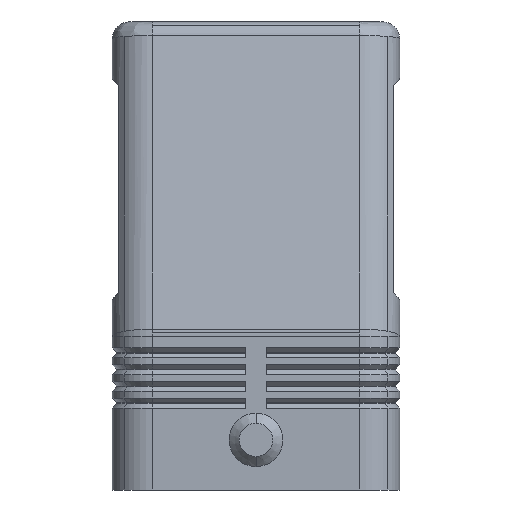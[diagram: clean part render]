
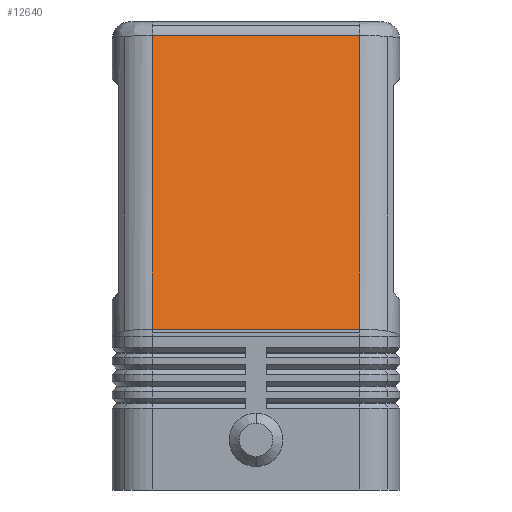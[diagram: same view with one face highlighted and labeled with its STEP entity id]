
A CAD part, left-side view. The second image highlights one B-rep face of the part: STEP entity #12640.
In plain terms, the highlighted planar face has unit normal (-0.982, 0, 0.19).
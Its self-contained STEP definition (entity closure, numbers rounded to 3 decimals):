
#495=CARTESIAN_POINT('',(-29.891,-15.5,24.065));
#496=VERTEX_POINT('',#495);
#504=CARTESIAN_POINT('',(-29.891,15.5,24.065));
#505=VERTEX_POINT('',#504);
#506=CARTESIAN_POINT('',(-29.891,-15.5,24.065));
#507=DIRECTION('',(0.0,1.0,0.0));
#508=VECTOR('',#507,31.);
#509=LINE('',#506,#508);
#510=EDGE_CURVE('',#496,#505,#509,.T.);
#12141=CARTESIAN_POINT('',(-21.392,-15.5,67.975));
#12142=VERTEX_POINT('',#12141);
#12150=CARTESIAN_POINT('',(-21.392,-15.5,67.975));
#12151=DIRECTION('',(-0.19,0.0,-0.982));
#12152=VECTOR('',#12151,44.725);
#12153=LINE('',#12150,#12152);
#12154=EDGE_CURVE('',#12142,#496,#12153,.T.);
#12617=CARTESIAN_POINT('',(-21.0,0.0,70.0));
#12618=DIRECTION('',(-0.982,0.0,0.19));
#12619=DIRECTION('',(0.19,0.0,0.982));
#12620=AXIS2_PLACEMENT_3D('',#12617,#12618,#12619);
#12621=PLANE('',#12620);
#12622=ORIENTED_EDGE('',*,*,#12154,.F.);
#12623=CARTESIAN_POINT('',(-21.392,15.5,67.975));
#12624=VERTEX_POINT('',#12623);
#12625=CARTESIAN_POINT('',(-21.392,15.5,67.975));
#12626=DIRECTION('',(0.0,-1.0,0.0));
#12627=VECTOR('',#12626,31.);
#12628=LINE('',#12625,#12627);
#12629=EDGE_CURVE('',#12624,#12142,#12628,.T.);
#12630=ORIENTED_EDGE('',*,*,#12629,.F.);
#12631=CARTESIAN_POINT('',(-29.891,15.5,24.065));
#12632=DIRECTION('',(0.19,0.,0.982));
#12633=VECTOR('',#12632,44.725);
#12634=LINE('',#12631,#12633);
#12635=EDGE_CURVE('',#505,#12624,#12634,.T.);
#12636=ORIENTED_EDGE('',*,*,#12635,.F.);
#12637=ORIENTED_EDGE('',*,*,#510,.F.);
#12638=EDGE_LOOP('',(#12622,#12630,#12636,#12637));
#12639=FACE_OUTER_BOUND('',#12638,.T.);
#12640=ADVANCED_FACE('',(#12639),#12621,.T.);
